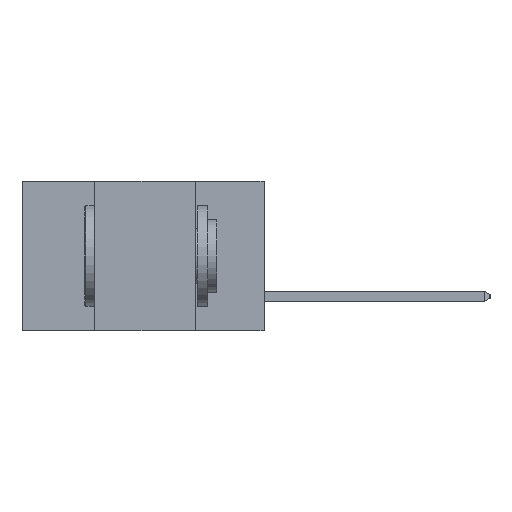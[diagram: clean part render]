
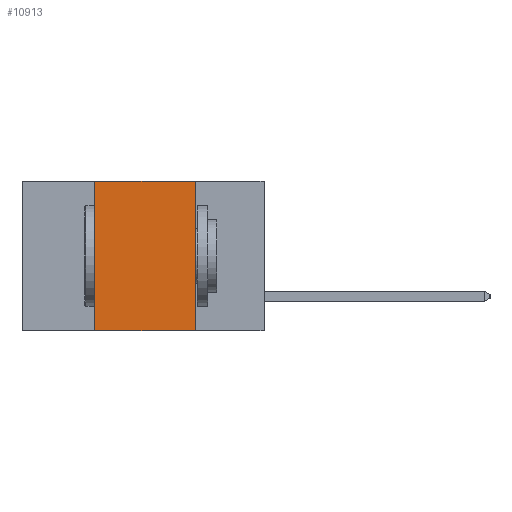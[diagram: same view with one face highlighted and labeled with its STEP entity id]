
A CAD part, left-side view. The second image highlights one B-rep face of the part: STEP entity #10913.
In plain terms, the highlighted planar face has unit normal (-1, 0, 0).
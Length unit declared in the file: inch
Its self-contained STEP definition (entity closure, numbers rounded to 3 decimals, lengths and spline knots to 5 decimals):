
#546 = VECTOR ( 'NONE', #9478, 39.37008 ) ;
#624 = ORIENTED_EDGE ( 'NONE', *, *, #17381, .F. ) ;
#1525 = DIRECTION ( 'NONE',  ( 0., 0., -1. ) ) ;
#1629 = CARTESIAN_POINT ( 'NONE',  ( 0., 0.6, 0. ) ) ;
#1829 = EDGE_CURVE ( 'NONE', #6186, #3517, #14892, .T. ) ;
#2712 = ORIENTED_EDGE ( 'NONE', *, *, #6755, .F. ) ;
#2720 = CARTESIAN_POINT ( 'NONE',  ( 0., 0.42, -0.37 ) ) ;
#2788 = CARTESIAN_POINT ( 'NONE',  ( 0., 0.42, 0. ) ) ;
#3517 = VERTEX_POINT ( 'NONE', #14429 ) ;
#3840 = CARTESIAN_POINT ( 'NONE',  ( 0., 0.6, -0.37 ) ) ;
#3938 = AXIS2_PLACEMENT_3D ( 'NONE', #7371, #10216, #1525 ) ;
#5332 = VECTOR ( 'NONE', #10825, 39.37008 ) ;
#5416 = VECTOR ( 'NONE', #11209, 39.37008 ) ;
#6186 = VERTEX_POINT ( 'NONE', #2788 ) ;
#6755 = EDGE_CURVE ( 'NONE', #3517, #17487, #12454, .T. ) ;
#7116 = CARTESIAN_POINT ( 'NONE',  ( 0., 0.17, -0.37 ) ) ;
#7371 = CARTESIAN_POINT ( 'NONE',  ( 0., 0.6, 0. ) ) ;
#8338 = LINE ( 'NONE', #3840, #12510 ) ;
#9253 = LINE ( 'NONE', #15358, #5416 ) ;
#9478 = DIRECTION ( 'NONE',  ( 0., -1., 0. ) ) ;
#9529 = DIRECTION ( 'NONE',  ( 0., -1., 0. ) ) ;
#10216 = DIRECTION ( 'NONE',  ( 1., 0., 0. ) ) ;
#10787 = CARTESIAN_POINT ( 'NONE',  ( 0., 0.17, -0.37 ) ) ;
#10825 = DIRECTION ( 'NONE',  ( 0., 0., -1. ) ) ;
#10913 = ADVANCED_FACE ( 'NONE', ( #18297 ), #15779, .F. ) ;
#11209 = DIRECTION ( 'NONE',  ( 0., 0., 1. ) ) ;
#12454 = LINE ( 'NONE', #10787, #5332 ) ;
#12510 = VECTOR ( 'NONE', #9529, 39.37008 ) ;
#12776 = EDGE_CURVE ( 'NONE', #15642, #17487, #8338, .T. ) ;
#13140 = EDGE_LOOP ( 'NONE', ( #2712, #18109, #624, #13851 ) ) ;
#13851 = ORIENTED_EDGE ( 'NONE', *, *, #12776, .T. ) ;
#14429 = CARTESIAN_POINT ( 'NONE',  ( 0., 0.17, 0. ) ) ;
#14892 = LINE ( 'NONE', #1629, #546 ) ;
#15358 = CARTESIAN_POINT ( 'NONE',  ( 0., 0.42, -0.37 ) ) ;
#15642 = VERTEX_POINT ( 'NONE', #2720 ) ;
#15779 = PLANE ( 'NONE',  #3938 ) ;
#17381 = EDGE_CURVE ( 'NONE', #15642, #6186, #9253, .T. ) ;
#17487 = VERTEX_POINT ( 'NONE', #7116 ) ;
#18109 = ORIENTED_EDGE ( 'NONE', *, *, #1829, .F. ) ;
#18297 = FACE_OUTER_BOUND ( 'NONE', #13140, .T. ) ;
